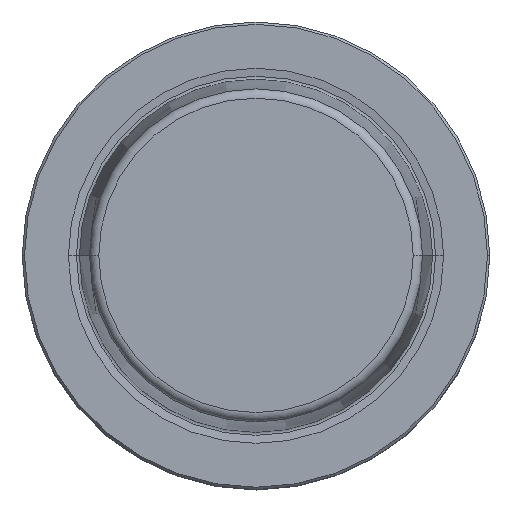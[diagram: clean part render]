
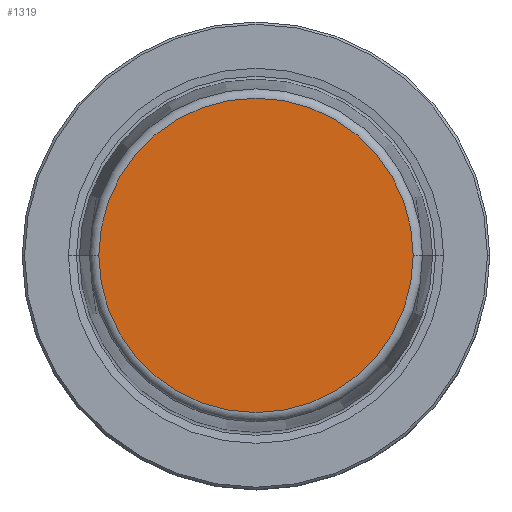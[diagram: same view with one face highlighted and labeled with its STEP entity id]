
A CAD part, top view. The second image highlights one B-rep face of the part: STEP entity #1319.
In plain terms, the highlighted planar face has unit normal (0, 0, 1).
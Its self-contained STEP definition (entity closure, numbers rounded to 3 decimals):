
#344=CARTESIAN_POINT('',(0.,0.,19.9));
#345=DIRECTION('',(0.,0.,1.));
#346=DIRECTION('',(1.,0.,0.));
#347=AXIS2_PLACEMENT_3D('',#344,#345,#346);
#352=CARTESIAN_POINT('',(0.,0.,19.9));
#353=DIRECTION('',(0.,0.,-1.));
#354=DIRECTION('',(1.,0.,0.));
#355=AXIS2_PLACEMENT_3D('',#352,#353,#354);
#932=CARTESIAN_POINT('',(13.446,0.,19.9));
#933=VERTEX_POINT('',#932);
#948=CARTESIAN_POINT('',(-13.446,0.,19.9));
#949=VERTEX_POINT('',#948);
#1310=CARTESIAN_POINT('',(0.,0.,19.9));
#1311=DIRECTION('',(0.,0.,-1.));
#1312=DIRECTION('',(-1.,0.,0.));
#1313=AXIS2_PLACEMENT_3D('',#1310,#1311,#1312);
#1314=PLANE('',#1313);
#1315=ORIENTED_EDGE('',*,*,#1303,.F.);
#1316=ORIENTED_EDGE('',*,*,#1292,.T.);
#1317=EDGE_LOOP('',(#1315,#1316));
#1318=FACE_OUTER_BOUND('',#1317,.F.);
#1319=ADVANCED_FACE('',(#1318),#1314,.F.);
#348=CIRCLE('',#347,13.446);
#356=CIRCLE('',#355,13.446);
#1292=EDGE_CURVE('',#933,#949,#356,.T.);
#1303=EDGE_CURVE('',#933,#949,#348,.T.);
